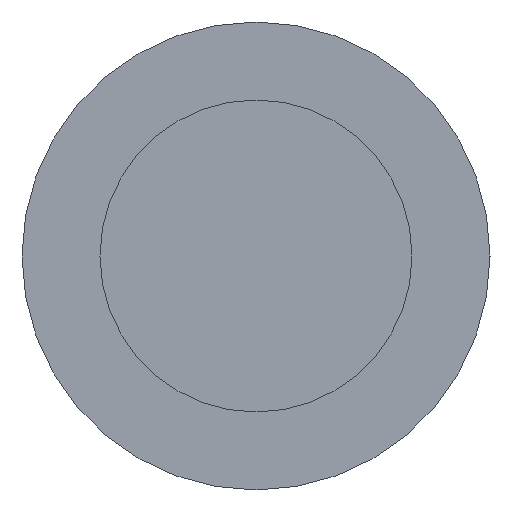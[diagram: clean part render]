
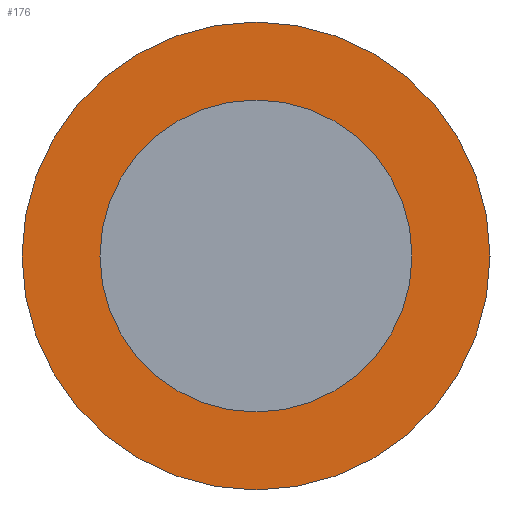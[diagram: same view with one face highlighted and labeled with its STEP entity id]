
A CAD part, left-side view. The second image highlights one B-rep face of the part: STEP entity #176.
In plain terms, the highlighted planar face has unit normal (-1, 0, 0).
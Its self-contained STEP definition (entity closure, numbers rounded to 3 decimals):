
#2 = CIRCLE ( 'NONE', #143, 3. ) ;
#6 = VERTEX_POINT ( 'NONE', #110 ) ;
#11 = EDGE_LOOP ( 'NONE', ( #97, #37 ) ) ;
#16 = VERTEX_POINT ( 'NONE', #202 ) ;
#37 = ORIENTED_EDGE ( 'NONE', *, *, #241, .F. ) ;
#38 = VERTEX_POINT ( 'NONE', #277 ) ;
#45 = FACE_BOUND ( 'NONE', #11, .T. ) ;
#48 = CARTESIAN_POINT ( 'NONE',  ( 10., 2., 0. ) ) ;
#51 = CIRCLE ( 'NONE', #78, 2. ) ;
#58 = CIRCLE ( 'NONE', #102, 2. ) ;
#70 = DIRECTION ( 'NONE',  ( -1., 0., 0. ) ) ;
#74 = DIRECTION ( 'NONE',  ( 0., 0., 1. ) ) ;
#78 = AXIS2_PLACEMENT_3D ( 'NONE', #211, #70, #74 ) ;
#86 = EDGE_LOOP ( 'NONE', ( #222, #267 ) ) ;
#89 = CARTESIAN_POINT ( 'NONE',  ( 10., 0., 2. ) ) ;
#91 = FACE_OUTER_BOUND ( 'NONE', #86, .T. ) ;
#93 = DIRECTION ( 'NONE',  ( 0., 0., -1. ) ) ;
#96 = CARTESIAN_POINT ( 'NONE',  ( 10., 0., 0. ) ) ;
#97 = ORIENTED_EDGE ( 'NONE', *, *, #101, .F. ) ;
#101 = EDGE_CURVE ( 'NONE', #220, #38, #51, .T. ) ;
#102 = AXIS2_PLACEMENT_3D ( 'NONE', #296, #272, #282 ) ;
#110 = CARTESIAN_POINT ( 'NONE',  ( 10., 0., 3. ) ) ;
#112 = EDGE_CURVE ( 'NONE', #6, #16, #2, .T. ) ;
#137 = DIRECTION ( 'NONE',  ( -1., 0., 0. ) ) ;
#138 = PLANE ( 'NONE',  #194 ) ;
#143 = AXIS2_PLACEMENT_3D ( 'NONE', #96, #192, #164 ) ;
#160 = DIRECTION ( 'NONE',  ( 1., 0., 0. ) ) ;
#164 = DIRECTION ( 'NONE',  ( 0., 0., 1. ) ) ;
#176 = ADVANCED_FACE ( 'NONE', ( #45, #91 ), #138, .F. ) ;
#186 = AXIS2_PLACEMENT_3D ( 'NONE', #293, #137, #235 ) ;
#192 = DIRECTION ( 'NONE',  ( -1., 0., 0. ) ) ;
#194 = AXIS2_PLACEMENT_3D ( 'NONE', #48, #160, #93 ) ;
#202 = CARTESIAN_POINT ( 'NONE',  ( 10., 0., -3. ) ) ;
#211 = CARTESIAN_POINT ( 'NONE',  ( 10., 0., 0. ) ) ;
#213 = EDGE_CURVE ( 'NONE', #16, #6, #242, .T. ) ;
#220 = VERTEX_POINT ( 'NONE', #89 ) ;
#222 = ORIENTED_EDGE ( 'NONE', *, *, #112, .T. ) ;
#235 = DIRECTION ( 'NONE',  ( 0., 0., 1. ) ) ;
#241 = EDGE_CURVE ( 'NONE', #38, #220, #58, .T. ) ;
#242 = CIRCLE ( 'NONE', #186, 3. ) ;
#267 = ORIENTED_EDGE ( 'NONE', *, *, #213, .T. ) ;
#272 = DIRECTION ( 'NONE',  ( -1., 0., 0. ) ) ;
#277 = CARTESIAN_POINT ( 'NONE',  ( 10., 0., -2. ) ) ;
#282 = DIRECTION ( 'NONE',  ( 0., 0., 1. ) ) ;
#293 = CARTESIAN_POINT ( 'NONE',  ( 10., 0., 0. ) ) ;
#296 = CARTESIAN_POINT ( 'NONE',  ( 10., 0., 0. ) ) ;
